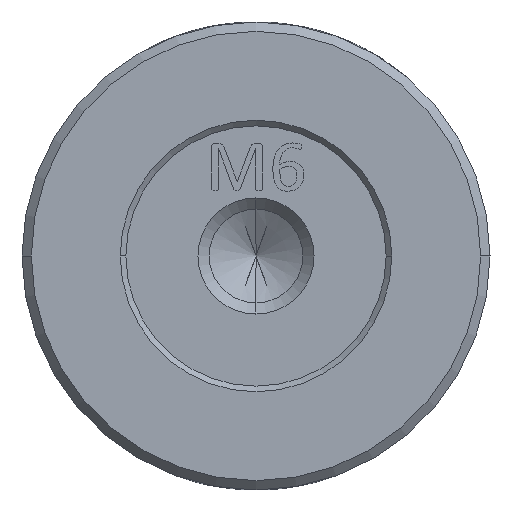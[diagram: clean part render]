
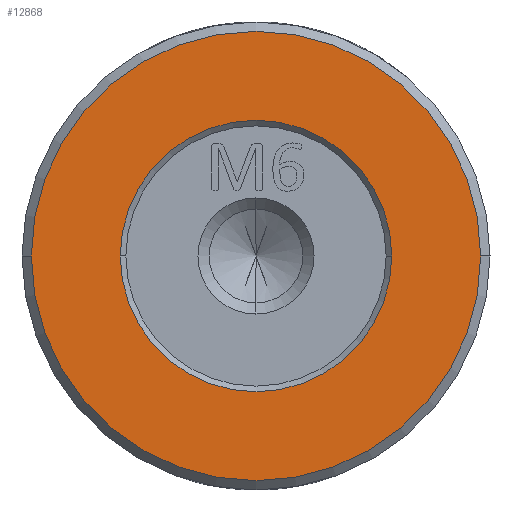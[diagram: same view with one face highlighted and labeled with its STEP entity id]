
A CAD part, left-side view. The second image highlights one B-rep face of the part: STEP entity #12868.
In plain terms, the highlighted planar face has unit normal (-1, 0, 0).
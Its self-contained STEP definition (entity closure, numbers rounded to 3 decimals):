
#417 = AXIS2_PLACEMENT_3D ( 'NONE', #13964, #1920, #11791 ) ;
#815 = ORIENTED_EDGE ( 'NONE', *, *, #4689, .T. ) ;
#1195 = AXIS2_PLACEMENT_3D ( 'NONE', #15454, #2934, #12718 ) ;
#1920 = DIRECTION ( 'NONE',  ( 1., 0., 0. ) ) ;
#2194 = DIRECTION ( 'NONE',  ( 0., 1., 0. ) ) ;
#2363 = VERTEX_POINT ( 'NONE', #9004 ) ;
#2934 = DIRECTION ( 'NONE',  ( -1., 0., 0. ) ) ;
#3011 = AXIS2_PLACEMENT_3D ( 'NONE', #4621, #13193, #2194 ) ;
#3531 = VERTEX_POINT ( 'NONE', #13800 ) ;
#3975 = AXIS2_PLACEMENT_3D ( 'NONE', #15780, #6034, #13512 ) ;
#4318 = AXIS2_PLACEMENT_3D ( 'NONE', #10592, #9241, #15498 ) ;
#4621 = CARTESIAN_POINT ( 'NONE',  ( -64.522, 20.716, 5.873 ) ) ;
#4689 = EDGE_CURVE ( 'NONE', #5615, #9605, #8934, .T. ) ;
#5225 = EDGE_LOOP ( 'NONE', ( #12525, #9261 ) ) ;
#5615 = VERTEX_POINT ( 'NONE', #5689 ) ;
#5689 = CARTESIAN_POINT ( 'NONE',  ( -64.522, 27.966, 5.873 ) ) ;
#6034 = DIRECTION ( 'NONE',  ( -1., 0., 0. ) ) ;
#6103 = PLANE ( 'NONE',  #3011 ) ;
#6257 = EDGE_CURVE ( 'NONE', #2363, #3531, #15785, .T. ) ;
#7254 = FACE_BOUND ( 'NONE', #11550, .T. ) ;
#7559 = EDGE_CURVE ( 'NONE', #9605, #5615, #13488, .T. ) ;
#8934 = CIRCLE ( 'NONE', #4318, 7.25 ) ;
#8964 = CARTESIAN_POINT ( 'NONE',  ( -64.522, 13.466, 5.873 ) ) ;
#9004 = CARTESIAN_POINT ( 'NONE',  ( -64.522, 8.716, 5.873 ) ) ;
#9241 = DIRECTION ( 'NONE',  ( 1., 0., 0. ) ) ;
#9261 = ORIENTED_EDGE ( 'NONE', *, *, #6257, .T. ) ;
#9605 = VERTEX_POINT ( 'NONE', #8964 ) ;
#10592 = CARTESIAN_POINT ( 'NONE',  ( -64.522, 20.716, 5.873 ) ) ;
#11550 = EDGE_LOOP ( 'NONE', ( #12486, #815 ) ) ;
#11791 = DIRECTION ( 'NONE',  ( 0., -1., 0. ) ) ;
#12146 = EDGE_CURVE ( 'NONE', #3531, #2363, #12992, .T. ) ;
#12486 = ORIENTED_EDGE ( 'NONE', *, *, #7559, .T. ) ;
#12525 = ORIENTED_EDGE ( 'NONE', *, *, #12146, .T. ) ;
#12718 = DIRECTION ( 'NONE',  ( 0., -1., 0. ) ) ;
#12868 = ADVANCED_FACE ( 'NONE', ( #7254, #15770 ), #6103, .T. ) ;
#12992 = CIRCLE ( 'NONE', #1195, 12. ) ;
#13193 = DIRECTION ( 'NONE',  ( -1., 0., 0. ) ) ;
#13488 = CIRCLE ( 'NONE', #417, 7.25 ) ;
#13512 = DIRECTION ( 'NONE',  ( 0., -1., 0. ) ) ;
#13800 = CARTESIAN_POINT ( 'NONE',  ( -64.522, 32.716, 5.873 ) ) ;
#13964 = CARTESIAN_POINT ( 'NONE',  ( -64.522, 20.716, 5.873 ) ) ;
#15454 = CARTESIAN_POINT ( 'NONE',  ( -64.522, 20.716, 5.873 ) ) ;
#15498 = DIRECTION ( 'NONE',  ( 0., -1., 0. ) ) ;
#15770 = FACE_OUTER_BOUND ( 'NONE', #5225, .T. ) ;
#15780 = CARTESIAN_POINT ( 'NONE',  ( -64.522, 20.716, 5.873 ) ) ;
#15785 = CIRCLE ( 'NONE', #3975, 12. ) ;
